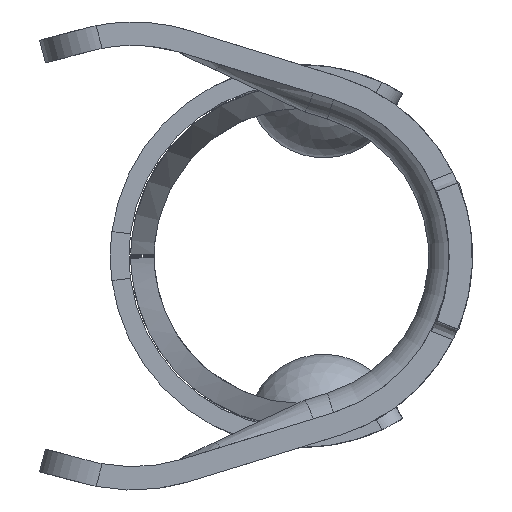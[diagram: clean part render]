
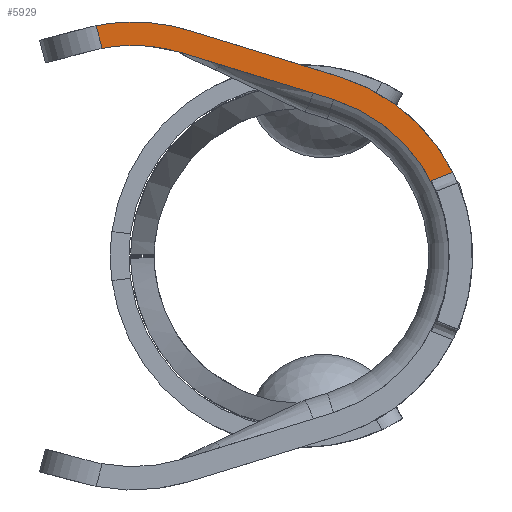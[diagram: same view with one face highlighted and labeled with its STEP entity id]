
A CAD part, left-side view. The second image highlights one B-rep face of the part: STEP entity #5929.
In plain terms, the highlighted planar face has unit normal (-1, 0, 0).
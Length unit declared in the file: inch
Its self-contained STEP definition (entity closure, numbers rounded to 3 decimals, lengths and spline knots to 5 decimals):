
#18 = AXIS2_PLACEMENT_3D ( 'NONE', #1619, #6927, #12289 ) ;
#34 = CARTESIAN_POINT ( 'NONE',  ( 0., -0.12862, 0.06589 ) ) ;
#501 = CARTESIAN_POINT ( 'NONE',  ( 0., 0.13, 0.04 ) ) ;
#562 = EDGE_CURVE ( 'NONE', #10468, #7624, #15482, .T. ) ;
#637 = DIRECTION ( 'NONE',  ( 0., 0.956, 0.294 ) ) ;
#656 = ORIENTED_EDGE ( 'NONE', *, *, #7012, .T. ) ;
#823 = CARTESIAN_POINT ( 'NONE',  ( 0., 0.13, 0.04 ) ) ;
#828 = CARTESIAN_POINT ( 'NONE',  ( 0., -0.12472, 0.06438 ) ) ;
#1357 = CARTESIAN_POINT ( 'NONE',  ( 0., -0.12472, 0.06438 ) ) ;
#1619 = CARTESIAN_POINT ( 'NONE',  ( 0., 0., 0. ) ) ;
#1868 = ORIENTED_EDGE ( 'NONE', *, *, #562, .F. ) ;
#1901 = CARTESIAN_POINT ( 'NONE',  ( 0., -0.12736, 0.05823 ) ) ;
#1922 = CARTESIAN_POINT ( 'NONE',  ( 0., 0.13, -0.04 ) ) ;
#2721 = DIRECTION ( 'NONE',  ( -1., 0., 0. ) ) ;
#2738 = CARTESIAN_POINT ( 'NONE',  ( 0., -0.14051, 0.07053 ) ) ;
#2771 = DIRECTION ( 'NONE',  ( -1., 0., 0. ) ) ;
#2833 = ORIENTED_EDGE ( 'NONE', *, *, #2932, .F. ) ;
#2883 = EDGE_CURVE ( 'NONE', #6968, #7624, #4523, .T. ) ;
#2932 = EDGE_CURVE ( 'NONE', #14852, #13695, #14997, .T. ) ;
#3004 = CARTESIAN_POINT ( 'NONE',  ( 0., -0.04705, 0.15292 ) ) ;
#3012 = VERTEX_POINT ( 'NONE', #13770 ) ;
#3243 = LINE ( 'NONE', #12620, #3564 ) ;
#3537 = AXIS2_PLACEMENT_3D ( 'NONE', #501, #5798, #11157 ) ;
#3564 = VECTOR ( 'NONE', #637, 39.37008 ) ;
#3719 = VERTEX_POINT ( 'NONE', #16374 ) ;
#4029 = CARTESIAN_POINT ( 'NONE',  ( 0., -0.13579, 0.06868 ) ) ;
#4090 = CIRCLE ( 'NONE', #13889, 0.16 ) ;
#4371 = CIRCLE ( 'NONE', #3537, 0.16 ) ;
#4435 = DIRECTION ( 'NONE',  ( 1., 0., 0. ) ) ;
#4486 = CARTESIAN_POINT ( 'NONE',  ( 0., -0.12868, 0.05515 ) ) ;
#4523 = LINE ( 'NONE', #9874, #9376 ) ;
#5186 = EDGE_CURVE ( 'NONE', #11455, #16267, #9315, .T. ) ;
#5283 = CARTESIAN_POINT ( 'NONE',  ( 0., 0.15646, 0.17748 ) ) ;
#5324 = CARTESIAN_POINT ( 'NONE',  ( 0., -0.13044, 0.0666 ) ) ;
#5631 = EDGE_CURVE ( 'NONE', #7613, #3719, #3243, .T. ) ;
#5798 = DIRECTION ( 'NONE',  ( 1., 0., 0. ) ) ;
#5929 = ADVANCED_FACE ( 'NONE', ( #8547 ), #13910, .F. ) ;
#6123 = DIRECTION ( 'NONE',  ( -1., 0., 0. ) ) ;
#6656 = CARTESIAN_POINT ( 'NONE',  ( 0., -0.12602, 0.06489 ) ) ;
#6736 = EDGE_LOOP ( 'NONE', ( #7361, #15416, #656, #16211, #2833, #14595, #8150, #10064, #1868, #14446, #8888 ) ) ;
#6927 = DIRECTION ( 'NONE',  ( 1., 0., 0. ) ) ;
#6968 = VERTEX_POINT ( 'NONE', #7795 ) ;
#7012 = EDGE_CURVE ( 'NONE', #16267, #3012, #8629, .T. ) ;
#7223 = CARTESIAN_POINT ( 'NONE',  ( 0., -0.12604, 0.06131 ) ) ;
#7242 = DIRECTION ( 'NONE',  ( 1., 0., 0. ) ) ;
#7361 = ORIENTED_EDGE ( 'NONE', *, *, #12419, .F. ) ;
#7428 = VECTOR ( 'NONE', #8319, 39.37008 ) ;
#7529 = CIRCLE ( 'NONE', #18, 0.16 ) ;
#7613 = VERTEX_POINT ( 'NONE', #13286 ) ;
#7624 = VERTEX_POINT ( 'NONE', #5283 ) ;
#7795 = CARTESIAN_POINT ( 'NONE',  ( 0., 0.16159, 0.19685 ) ) ;
#8041 = DIRECTION ( 'NONE',  ( 0., 0., -1. ) ) ;
#8055 = CARTESIAN_POINT ( 'NONE',  ( 0., -0.14181, 0.07105 ) ) ;
#8088 = DIRECTION ( 'NONE',  ( 0., 0., 1. ) ) ;
#8098 = CIRCLE ( 'NONE', #10322, 0.14 ) ;
#8150 = ORIENTED_EDGE ( 'NONE', *, *, #9039, .F. ) ;
#8241 = AXIS2_PLACEMENT_3D ( 'NONE', #1922, #7242, #12601 ) ;
#8319 = DIRECTION ( 'NONE',  ( 0., -0.956, -0.294 ) ) ;
#8547 = FACE_OUTER_BOUND ( 'NONE', #6736, .T. ) ;
#8629 = B_SPLINE_CURVE_WITH_KNOTS ( 'NONE', 3,
 ( #1357, #6656, #12020, #34, #5324, #10680, #16057, #4029, #9364, #14728, #2738, #8055, #13416 ),
 .UNSPECIFIED., .F., .F.,
 ( 4, 3, 3, 3, 4 ),
 ( 0.00001, 0.00012, 0.00026, 0.0004, 0.00051 ),
 .UNSPECIFIED. ) ;
#8888 = ORIENTED_EDGE ( 'NONE', *, *, #5631, .F. ) ;
#9039 = EDGE_CURVE ( 'NONE', #6968, #16623, #4371, .T. ) ;
#9315 = B_SPLINE_CURVE_WITH_KNOTS ( 'NONE', 3,
 ( #13890, #1901, #7223, #12583 ),
 .UNSPECIFIED., .F., .F.,
 ( 4, 4 ),
 ( 0., 0.00026 ),
 .UNSPECIFIED. ) ;
#9364 = CARTESIAN_POINT ( 'NONE',  ( 0., -0.1375, 0.06935 ) ) ;
#9376 = VECTOR ( 'NONE', #15241, 39.37008 ) ;
#9781 = DIRECTION ( 'NONE',  ( 0., 0., 1. ) ) ;
#9874 = CARTESIAN_POINT ( 'NONE',  ( 0., 0.10093, -0.03231 ) ) ;
#9911 = EDGE_CURVE ( 'NONE', #16623, #14852, #4090, .T. ) ;
#10064 = ORIENTED_EDGE ( 'NONE', *, *, #2883, .T. ) ;
#10220 = CARTESIAN_POINT ( 'NONE',  ( 0., 0.13, 0.18 ) ) ;
#10322 = AXIS2_PLACEMENT_3D ( 'NONE', #823, #6123, #11478 ) ;
#10468 = VERTEX_POINT ( 'NONE', #10220 ) ;
#10680 = CARTESIAN_POINT ( 'NONE',  ( 0., -0.13226, 0.0673 ) ) ;
#11157 = DIRECTION ( 'NONE',  ( 0., 0., 1. ) ) ;
#11455 = VERTEX_POINT ( 'NONE', #4486 ) ;
#11478 = DIRECTION ( 'NONE',  ( 0., 0., 1. ) ) ;
#11650 = CARTESIAN_POINT ( 'NONE',  ( 0., 0.08295, 0.19292 ) ) ;
#11808 = CARTESIAN_POINT ( 'NONE',  ( 0., -0.04705, 0.15292 ) ) ;
#12020 = CARTESIAN_POINT ( 'NONE',  ( 0., -0.12732, 0.06539 ) ) ;
#12289 = DIRECTION ( 'NONE',  ( 0., 0., -1. ) ) ;
#12419 = EDGE_CURVE ( 'NONE', #11455, #7613, #13113, .T. ) ;
#12583 = CARTESIAN_POINT ( 'NONE',  ( 0., -0.12472, 0.06438 ) ) ;
#12601 = DIRECTION ( 'NONE',  ( 0., 0., -1. ) ) ;
#12620 = CARTESIAN_POINT ( 'NONE',  ( 0., -0.04117, 0.13381 ) ) ;
#13113 = CIRCLE ( 'NONE', #15365, 0.14 ) ;
#13286 = CARTESIAN_POINT ( 'NONE',  ( 0., -0.04117, 0.13381 ) ) ;
#13416 = CARTESIAN_POINT ( 'NONE',  ( 0., -0.14311, 0.07156 ) ) ;
#13695 = VERTEX_POINT ( 'NONE', #11808 ) ;
#13770 = CARTESIAN_POINT ( 'NONE',  ( 0., -0.14311, 0.07156 ) ) ;
#13889 = AXIS2_PLACEMENT_3D ( 'NONE', #16476, #4435, #9781 ) ;
#13890 = CARTESIAN_POINT ( 'NONE',  ( 0., -0.12868, 0.05515 ) ) ;
#13910 = PLANE ( 'NONE',  #8241 ) ;
#14446 = ORIENTED_EDGE ( 'NONE', *, *, #14782, .F. ) ;
#14589 = EDGE_CURVE ( 'NONE', #13695, #3012, #7529, .T. ) ;
#14595 = ORIENTED_EDGE ( 'NONE', *, *, #9911, .F. ) ;
#14714 = CARTESIAN_POINT ( 'NONE',  ( 0., 0., 0. ) ) ;
#14728 = CARTESIAN_POINT ( 'NONE',  ( 0., -0.13921, 0.07002 ) ) ;
#14771 = CARTESIAN_POINT ( 'NONE',  ( 0., 0.13, 0.04 ) ) ;
#14782 = EDGE_CURVE ( 'NONE', #3719, #10468, #8098, .T. ) ;
#14852 = VERTEX_POINT ( 'NONE', #11650 ) ;
#14997 = LINE ( 'NONE', #3004, #7428 ) ;
#15241 = DIRECTION ( 'NONE',  ( 0., -0.256, -0.967 ) ) ;
#15365 = AXIS2_PLACEMENT_3D ( 'NONE', #14714, #2721, #8041 ) ;
#15402 = CARTESIAN_POINT ( 'NONE',  ( 0., 0.13, 0.2 ) ) ;
#15416 = ORIENTED_EDGE ( 'NONE', *, *, #5186, .T. ) ;
#15482 = CIRCLE ( 'NONE', #16030, 0.14 ) ;
#16030 = AXIS2_PLACEMENT_3D ( 'NONE', #14771, #2771, #8088 ) ;
#16057 = CARTESIAN_POINT ( 'NONE',  ( 0., -0.13407, 0.06801 ) ) ;
#16211 = ORIENTED_EDGE ( 'NONE', *, *, #14589, .F. ) ;
#16267 = VERTEX_POINT ( 'NONE', #828 ) ;
#16374 = CARTESIAN_POINT ( 'NONE',  ( 0., 0.08883, 0.17381 ) ) ;
#16476 = CARTESIAN_POINT ( 'NONE',  ( 0., 0.13, 0.04 ) ) ;
#16623 = VERTEX_POINT ( 'NONE', #15402 ) ;
